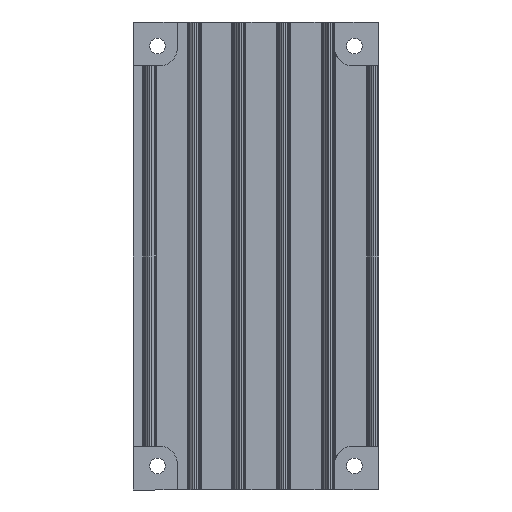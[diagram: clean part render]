
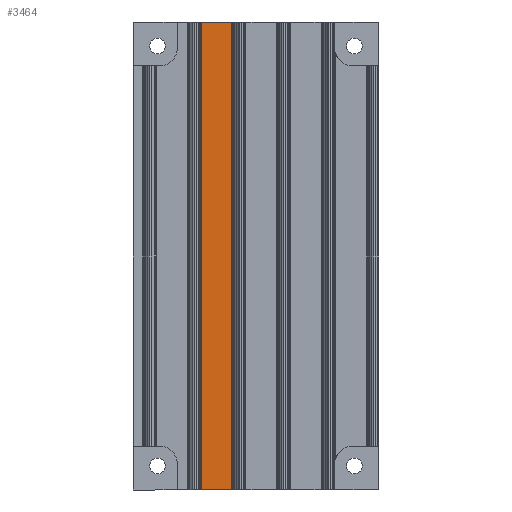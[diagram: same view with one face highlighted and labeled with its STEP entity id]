
A CAD part, front view. The second image highlights one B-rep face of the part: STEP entity #3464.
In plain terms, the highlighted planar face has unit normal (0, -1, 0).
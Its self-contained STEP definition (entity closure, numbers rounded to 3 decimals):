
#3464=ADVANCED_FACE('',(#9606),#9608,.T.);
#9606=FACE_BOUND('',#9607,.T.);
#9607=EDGE_LOOP('',(#15325,#15326,#15327,#15328));
#9608=PLANE('',#9609);
#9609=AXIS2_PLACEMENT_3D('',#9610,#9611,#9612);
#9610=CARTESIAN_POINT('',(-122.3,-7.,0.));
#9611=DIRECTION('',(0.,-1.,0.));
#9612=DIRECTION('',(1.,0.,0.));
#15325=ORIENTED_EDGE('',*,*,#17681,.T.);
#15326=ORIENTED_EDGE('',*,*,#18762,.F.);
#15327=ORIENTED_EDGE('',*,*,#18454,.T.);
#15328=ORIENTED_EDGE('',*,*,#18763,.F.);
#17681=EDGE_CURVE('',#20560,#20558,#20561,.F.);
#18454=EDGE_CURVE('',#22104,#22102,#22105,.T.);
#18762=EDGE_CURVE('',#22104,#20558,#22568,.T.);
#18763=EDGE_CURVE('',#20560,#22102,#22569,.T.);
#20558=VERTEX_POINT('',#26010);
#20560=VERTEX_POINT('',#26014);
#20561=LINE('',#26015,#26016);
#22102=VERTEX_POINT('',#29112);
#22104=VERTEX_POINT('',#29116);
#22105=LINE('',#29117,#29118);
#22568=LINE('',#30214,#30215);
#22569=LINE('',#30217,#30218);
#26010=CARTESIAN_POINT('',(-40.5,-7.,107.));
#26014=CARTESIAN_POINT('',(-33.5,-7.,107.));
#26015=CARTESIAN_POINT('',(-40.5,-7.,107.));
#26016=VECTOR('',#26017,1.);
#26017=DIRECTION('',(1.,0.,0.));
#29112=CARTESIAN_POINT('',(-33.5,-7.,0.));
#29116=CARTESIAN_POINT('',(-40.5,-7.,0.));
#29117=CARTESIAN_POINT('',(-40.5,-7.,0.));
#29118=VECTOR('',#29119,1.);
#29119=DIRECTION('',(1.,0.,0.));
#30214=CARTESIAN_POINT('',(-40.5,-7.,0.));
#30215=VECTOR('',#30216,1.);
#30216=DIRECTION('',(0.,0.,1.));
#30217=CARTESIAN_POINT('',(-33.5,-7.,107.));
#30218=VECTOR('',#30219,1.);
#30219=DIRECTION('',(0.,0.,-1.));
